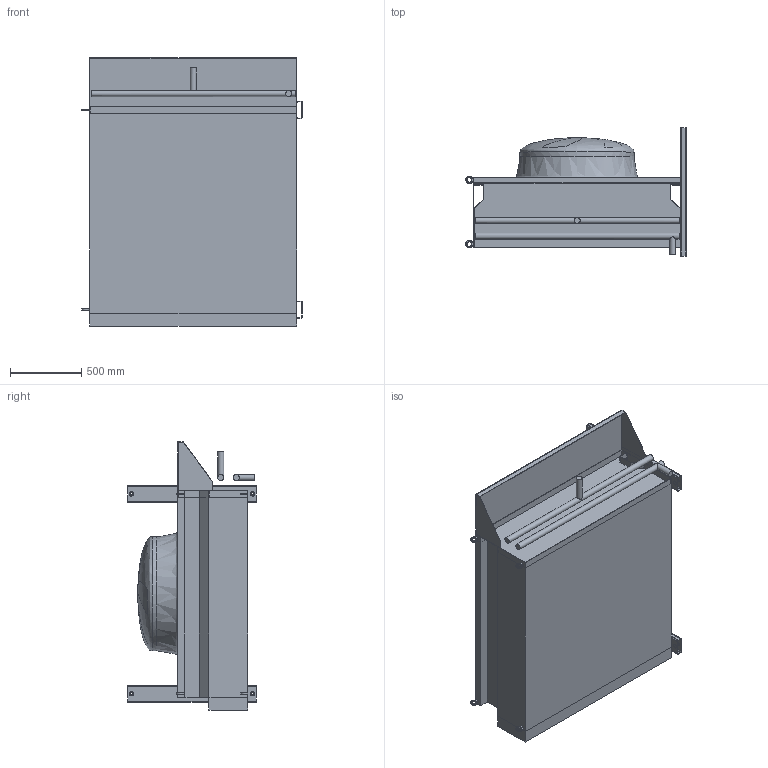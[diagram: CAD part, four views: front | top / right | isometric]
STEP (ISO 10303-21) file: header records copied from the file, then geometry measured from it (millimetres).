
FILE_DESCRIPTION (( 'STEP AP203' ), '1' );
FILE_NAME ('BXM_801S_H.STEP', '2018-09-17T15:00:04', ( 'Alfa Laval' ), ( 'Alfa Laval' ), 'SwSTEP 2.0', 'SolidWorks 2016', '' );
FILE_SCHEMA (( 'CONFIG_CONTROL_DESIGN' ));
Length unit declared in the file: millimetre
Products named in the file (6): ALB_HEADER_GAS_COOLER_MONO_LIGHT; ALB_COILFRAME-CASING_LIGHT_MONO_800S_1M; BXM_801S_H; ALB_COVER_HS_LIGHT_MONO; ALB_FEET_HF_LIGHT_MONO_800S_1M; ALB_COVER_BS_LIGHT_MONO_CU
Assembly tree (5 placements, depth 2):
  BXM_801S_H
    ALB_COILFRAME-CASING_LIGHT_MONO_800S_1M
    ALB_FEET_HF_LIGHT_MONO_800S_1M
    ALB_COVER_HS_LIGHT_MONO
    ALB_COVER_BS_LIGHT_MONO_CU
    ALB_HEADER_GAS_COOLER_MONO_LIGHT
Bounding box: 1544.91 x 900 x 1880 mm (x, y, z)
Volume: 1140914502.1 mm3; surface area: 11854749.6 mm2
Topology: 11 solids, 11 shells, 136 faces, 346 edges, 238 vertices
Faces by surface type: plane 91, cylinder 37, bspline 8
Full cylindrical faces by diameter (mm): 16 x4, 30 x4, 34 x4, 42 x2, 42.2 x2, 800 x1
Entity records: 5547 total; most frequent: CARTESIAN_POINT 1683, DIRECTION 654, ORIENTED_EDGE 632, EDGE_CURVE 316, VERTEX_POINT 230, LINE 218, AXIS2_PLACEMENT_3D 218, VECTOR 218
